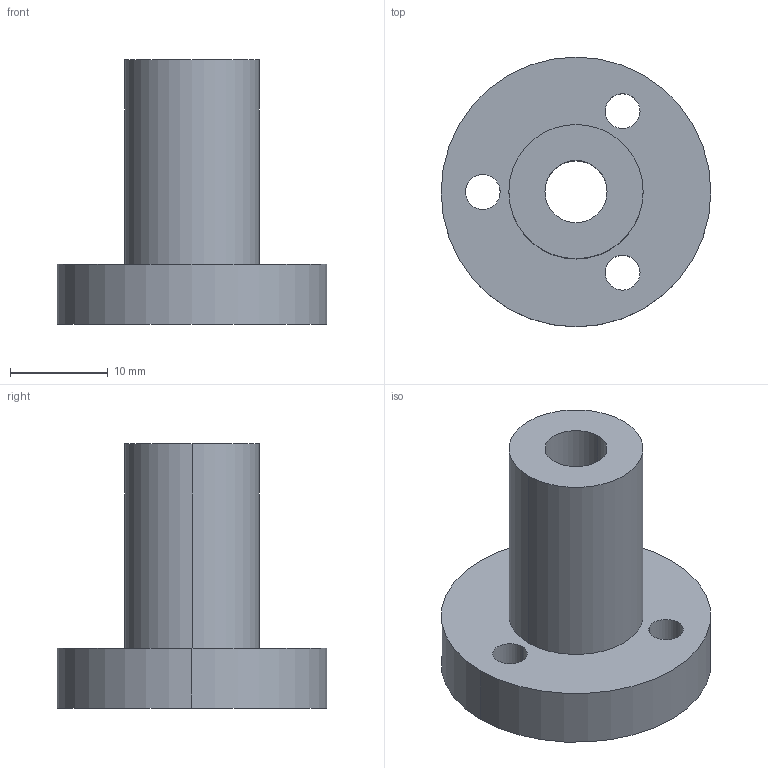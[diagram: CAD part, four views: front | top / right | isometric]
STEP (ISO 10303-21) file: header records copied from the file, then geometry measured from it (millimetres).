
FILE_DESCRIPTION((''),'2;1');
FILE_NAME('ballnut0250.stp','2001-12-27T20:31:10',('Administrator'),(''),'Autodesk Inventor (tm) 3.0','Autodesk Inventor (tm) 3.0','');
FILE_SCHEMA(('CONFIG_CONTROL_DESIGN'));
Length unit declared in the file: inch
Products named in the file (1): ballnut0250
Bounding box: 27.56 x 27.56 x 27 mm (x, y, z)
Volume: 5688.4 mm3; surface area: 3241.5 mm2
Topology: 1 solids, 1 shells, 15 faces, 36 edges, 24 vertices
Faces by surface type: bspline 8, cylinder 4, plane 3
Entity records: 671 total; most frequent: CARTESIAN_POINT 212, DIRECTION 76, ORIENTED_EDGE 72, EDGE_CURVE 36, AXIS2_PLACEMENT_3D 32, VERTEX_POINT 24, CIRCLE 24, EDGE_LOOP 24
